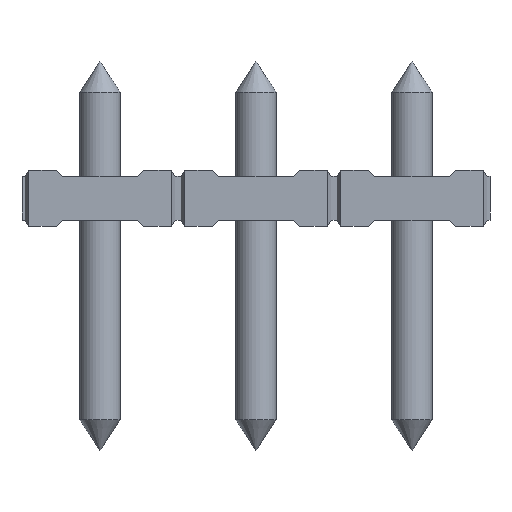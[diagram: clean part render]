
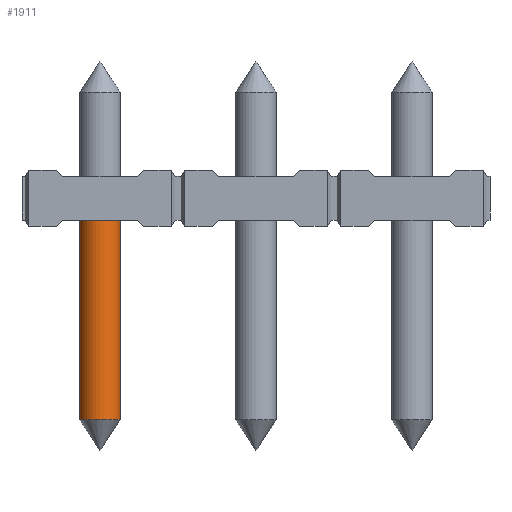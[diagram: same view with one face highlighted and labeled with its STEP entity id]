
A CAD part, left-side view. The second image highlights one B-rep face of the part: STEP entity #1911.
In plain terms, the highlighted cylindrical face has radius 0.65 mm (diameter 1.3 mm), a partial arc.
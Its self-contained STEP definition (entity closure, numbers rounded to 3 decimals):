
#533=CARTESIAN_POINT('',(1.4,-2.5,0.2));
#534=DIRECTION('',(0.,0.,1.));
#535=DIRECTION('',(0.,1.,0.));
#536=AXIS2_PLACEMENT_3D('',#533,#534,#535);
#547=CARTESIAN_POINT('',(1.4,-2.5,-6.2));
#548=DIRECTION('',(0.,0.,1.));
#549=DIRECTION('',(0.,1.,0.));
#550=AXIS2_PLACEMENT_3D('',#547,#548,#549);
#552=DIRECTION('',(0.,0.,1.));
#553=VECTOR('',#552,6.4);
#554=CARTESIAN_POINT('',(1.4,-1.85,-6.2));
#555=LINE('',#554,#553);
#561=DIRECTION('',(0.,0.,1.));
#562=VECTOR('',#561,6.4);
#563=CARTESIAN_POINT('',(1.4,-3.15,-6.2));
#564=LINE('',#563,#562);
#1034=CARTESIAN_POINT('',(1.4,-1.85,-6.2));
#1036=VERTEX_POINT('',#1034);
#1041=CARTESIAN_POINT('',(1.4,-3.15,-6.2));
#1042=VERTEX_POINT('',#1041);
#1045=CARTESIAN_POINT('',(1.4,-1.85,0.2));
#1046=CARTESIAN_POINT('',(1.4,-3.15,0.2));
#1047=VERTEX_POINT('',#1045);
#1048=VERTEX_POINT('',#1046);
#1897=CARTESIAN_POINT('',(1.4,-2.5,-7.825));
#1898=DIRECTION('',(0.,0.,1.));
#1899=DIRECTION('',(0.,1.,0.));
#1900=AXIS2_PLACEMENT_3D('',#1897,#1898,#1899);
#1901=CYLINDRICAL_SURFACE('',#1900,0.65);
#1902=ORIENTED_EDGE('',*,*,#1878,.T.);
#1904=ORIENTED_EDGE('',*,*,#1903,.F.);
#1906=ORIENTED_EDGE('',*,*,#1905,.F.);
#1908=ORIENTED_EDGE('',*,*,#1907,.T.);
#1909=EDGE_LOOP('',(#1902,#1904,#1906,#1908));
#1910=FACE_OUTER_BOUND('',#1909,.F.);
#1911=ADVANCED_FACE('',(#1910),#1901,.T.);
#537=CIRCLE('',#536,0.65);
#551=CIRCLE('',#550,0.65);
#1878=EDGE_CURVE('',#1047,#1048,#537,.T.);
#1903=EDGE_CURVE('',#1042,#1048,#564,.T.);
#1905=EDGE_CURVE('',#1036,#1042,#551,.T.);
#1907=EDGE_CURVE('',#1036,#1047,#555,.T.);
